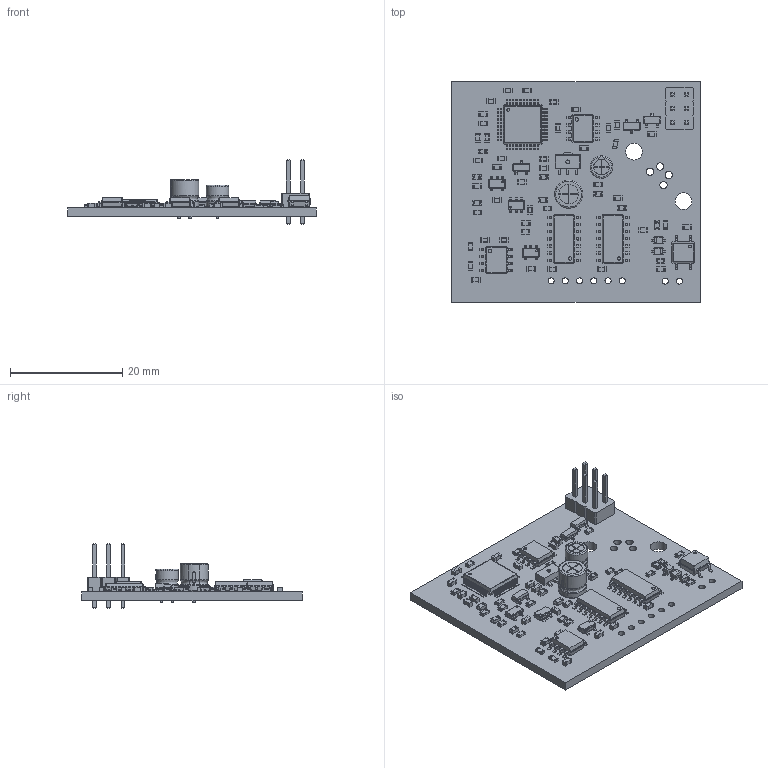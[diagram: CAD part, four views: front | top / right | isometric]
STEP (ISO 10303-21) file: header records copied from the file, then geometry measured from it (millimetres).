
FILE_DESCRIPTION(('KiCad electronic assembly'),'2;1');
FILE_NAME('SDCL.step','2021-12-17T22:33:23',('An Author'),('A Company'), 'Open CASCADE STEP processor 6.9','KiCad to STEP converter','Unknown' );
FILE_SCHEMA(('AUTOMOTIVE_DESIGN { 1 0 10303 214 1 1 1 1 }'));
Length unit declared in the file: millimetre
Products named in the file (34): Open CASCADE STEP translator 6.9 1; SC-74-5; COMPOUND; SC-74-6; R_0603_1608Metric; SOLID; SOIC-8_3.9x4.9mm_P1.27mm; D_SOD-323; C_0603_1608Metric; SOT-89-3; D_0603_1608Metric; PinHeader_2x03_P2.54mm_Vertical; SOP-4_3.8x4.1mm_P2.54mm; LQFP-48_7x7mm_P0.5mm; SOIC-14_3.9x8.7mm_P1.27mm; D_SOT-23; SOT-23; CP_Radial_D5.0mm_P2.00mm; CP_Radial_D4.0mm_P2.00mm
Assembly tree (86 placements, depth 3):
  Open CASCADE STEP translator 6.9 1
    SC-74-5  x2
      COMPOUND
    SC-74-6
      COMPOUND
    R_0603_1608Metric  x22
      SOLID
    SOIC-8_3.9x4.9mm_P1.27mm  x2
      SOLID
    D_SOD-323  x2
      SOLID
    C_0603_1608Metric  x21
      SOLID
    SOT-89-3
      SOLID
    D_0603_1608Metric  x8
      SOLID
    PinHeader_2x03_P2.54mm_Vertical
      SOLID
    SOP-4_3.8x4.1mm_P2.54mm
      SOLID
    LQFP-48_7x7mm_P0.5mm
      SOLID
    SOIC-14_3.9x8.7mm_P1.27mm  x2
      SOLID
    D_SOT-23
      SOLID
    SOT-23  x2
      SOLID
    CP_Radial_D5.0mm_P2.00mm
      SOLID
    CP_Radial_D4.0mm_P2.00mm
      SOLID
    COMPOUND
Bounding box: 44.45 x 39.37 x 11.54 mm (x, y, z)
Volume: 3342.8 mm3; surface area: 5521.1 mm2
Topology: 86 solids, 91 shells, 4166 faces, 10713 edges, 6792 vertices
Faces by surface type: plane 2440, cylinder 1034, bspline 677, revolution 11, torus 4
Full cylindrical faces by diameter (mm): 0.3 x2, 0.5 x4, 0.6 x6, 0.7 x1, 0.8 x2, 1 x6, 1.09 x8, 1.3 x4, 3 x2
Entity records: 164570 total; most frequent: CARTESIAN_POINT 46030, DIRECTION 18183, LINE 12532, VECTOR 12532, ORIENTED_EDGE 10846, PCURVE 10846, DEFINITIONAL_REPRESENTATION 10846, EDGE_CURVE 5431
